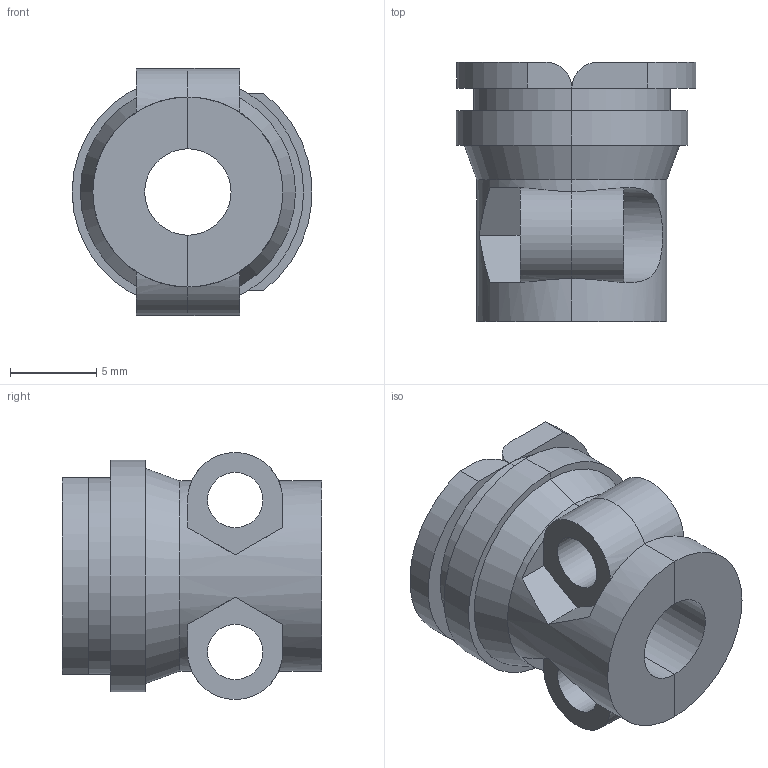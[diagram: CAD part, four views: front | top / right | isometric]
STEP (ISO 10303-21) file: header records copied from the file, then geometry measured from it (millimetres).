
FILE_DESCRIPTION(/* description */ (''),/* implementation_level */ '2;1');
FILE_NAME(/* name */ 'OBS-D-004 v6.step',/* time_stamp */ '2020-09-28T23:42:35+02:00',/* author */ (''),/* organization */ (''),/* preprocessor_version */ 'ST-DEVELOPER v18.1',/* originating_system */ 'Autodesk Translation Framework v9.3.0.1241',/* authorisation */ '');
FILE_SCHEMA (('AUTOMOTIVE_DESIGN { 1 0 10303 214 3 1 1 }'));
Length unit declared in the file: millimetre
Products named in the file (1): OBS-D-004
Bounding box: 13.88 x 15 x 14.3 mm (x, y, z)
Volume: 986 mm3; surface area: 1488.1 mm2
Topology: 2 solids, 2 shells, 68 faces, 180 edges, 116 vertices
Faces by surface type: plane 42, cylinder 24, cone 2
Full cylindrical faces by diameter (mm): 3.2 x4
Entity records: 2230 total; most frequent: CARTESIAN_POINT 463, DIRECTION 364, ORIENTED_EDGE 360, EDGE_CURVE 180, AXIS2_PLACEMENT_3D 125, VERTEX_POINT 116, LINE 114, VECTOR 114
